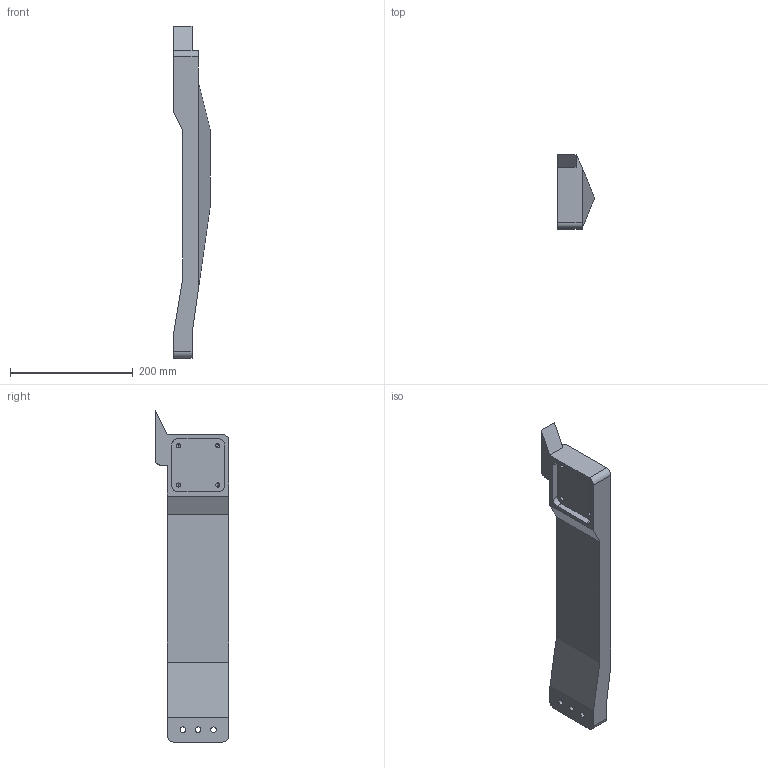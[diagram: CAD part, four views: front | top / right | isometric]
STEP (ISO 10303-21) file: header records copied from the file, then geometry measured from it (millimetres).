
FILE_DESCRIPTION (( 'STEP AP214' ), '1' );
FILE_NAME ('robowar part 3.STEP', '2024-09-13T03:02:50', ( 'hp' ), ( 'HP' ), 'SwSTEP 2.0', 'SolidWorks 2024', '' );
FILE_SCHEMA (( 'AUTOMOTIVE_DESIGN' ));
Length unit declared in the file: millimetre
Products named in the file (1): robowar part 3
Bounding box: 60 x 120 x 540 mm (x, y, z)
Volume: 1703711.4 mm3; surface area: 150530.4 mm2
Topology: 1 solids, 1 shells, 61 faces, 155 edges, 93 vertices
Faces by surface type: plane 25, cylinder 22, cone 14
Entity records: 1893 total; most frequent: DIRECTION 319, CARTESIAN_POINT 305, ORIENTED_EDGE 294, EDGE_CURVE 147, AXIS2_PLACEMENT_3D 111, LINE 97, VECTOR 97, VERTEX_POINT 93
